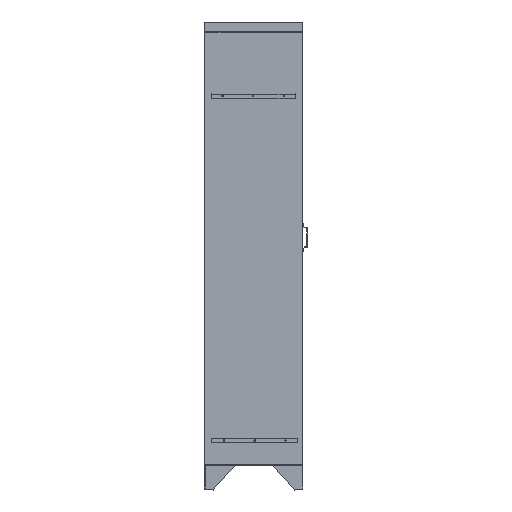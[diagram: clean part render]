
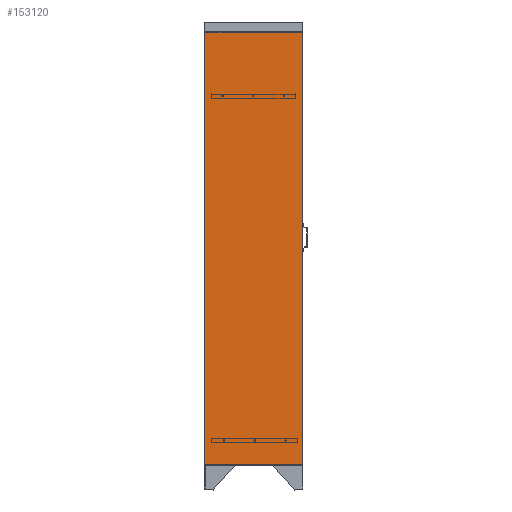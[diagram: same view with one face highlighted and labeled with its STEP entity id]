
A CAD part, top view. The second image highlights one B-rep face of the part: STEP entity #153120.
In plain terms, the highlighted free-form (B-spline) face has degree [1, 1] with [2, 2] control points.
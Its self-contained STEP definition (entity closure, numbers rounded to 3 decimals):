
#29099 = CARTESIAN_POINT ( 'NONE',  ( 0.6, 1758.4, 1.6 ) ) ;
#33214 = B_SPLINE_CURVE_WITH_KNOTS ( 'NONE', 1,
 ( #108164, #194716 ),
 .UNSPECIFIED., .F., .F.,
 ( 2, 2 ),
 ( -1., 0. ),
 .UNSPECIFIED. ) ;
#35457 = CARTESIAN_POINT ( 'NONE',  ( 0.6, 1.6, 1.6 ) ) ;
#60406 = EDGE_CURVE ( 'NONE', #68318, #317477, #219413, .T. ) ;
#68318 = VERTEX_POINT ( 'NONE', #88678 ) ;
#83729 = CARTESIAN_POINT ( 'NONE',  ( 0.6, 1.6, 398.4 ) ) ;
#88678 = CARTESIAN_POINT ( 'NONE',  ( 0.6, 1.6, 1.6 ) ) ;
#105140 = ORIENTED_EDGE ( 'NONE', *, *, #60406, .F. ) ;
#108164 = CARTESIAN_POINT ( 'NONE',  ( 0.6, 1758.4, 398.4 ) ) ;
#128829 = CARTESIAN_POINT ( 'NONE',  ( 0.6, 1758.4, 398.4 ) ) ;
#131654 = B_SPLINE_CURVE_WITH_KNOTS ( 'NONE', 1,
 ( #188774, #356133 ),
 .UNSPECIFIED., .F., .F.,
 ( 2, 2 ),
 ( -1., 0. ),
 .UNSPECIFIED. ) ;
#153120 = ADVANCED_FACE ( 'NONE', ( #166586 ), #371189, .F. ) ;
#166586 = FACE_OUTER_BOUND ( 'NONE', #281965, .T. ) ;
#188774 = CARTESIAN_POINT ( 'NONE',  ( 0.6, 1.6, 398.4 ) ) ;
#193386 = ORIENTED_EDGE ( 'NONE', *, *, #368657, .F. ) ;
#194716 = CARTESIAN_POINT ( 'NONE',  ( 0.6, 1758.4, 1.6 ) ) ;
#202840 = CARTESIAN_POINT ( 'NONE',  ( 0.6, 1.6, 398.4 ) ) ;
#219258 = B_SPLINE_CURVE_WITH_KNOTS ( 'NONE', 1,
 ( #35457, #319516 ),
 .UNSPECIFIED., .F., .F.,
 ( 2, 2 ),
 ( 0., 1. ),
 .UNSPECIFIED. ) ;
#219413 = B_SPLINE_CURVE_WITH_KNOTS ( 'NONE', 1,
 ( #231039, #202840 ),
 .UNSPECIFIED., .F., .F.,
 ( 2, 2 ),
 ( -1., 0. ),
 .UNSPECIFIED. ) ;
#223024 = CARTESIAN_POINT ( 'NONE',  ( 0.6, 1.6, 398.4 ) ) ;
#231039 = CARTESIAN_POINT ( 'NONE',  ( 0.6, 1.6, 1.6 ) ) ;
#267613 = VERTEX_POINT ( 'NONE', #276882 ) ;
#276882 = CARTESIAN_POINT ( 'NONE',  ( 0.6, 1758.4, 1.6 ) ) ;
#281272 = CARTESIAN_POINT ( 'NONE',  ( 0.6, 1.6, 1.6 ) ) ;
#281965 = EDGE_LOOP ( 'NONE', ( #331365, #318000, #193386, #105140 ) ) ;
#286772 = CARTESIAN_POINT ( 'NONE',  ( 0.6, 1758.4, 398.4 ) ) ;
#317477 = VERTEX_POINT ( 'NONE', #223024 ) ;
#318000 = ORIENTED_EDGE ( 'NONE', *, *, #352350, .F. ) ;
#319516 = CARTESIAN_POINT ( 'NONE',  ( 0.6, 1758.4, 1.6 ) ) ;
#325686 = VERTEX_POINT ( 'NONE', #128829 ) ;
#331365 = ORIENTED_EDGE ( 'NONE', *, *, #345156, .T. ) ;
#345156 = EDGE_CURVE ( 'NONE', #68318, #267613, #219258, .T. ) ;
#352350 = EDGE_CURVE ( 'NONE', #325686, #267613, #33214, .T. ) ;
#356133 = CARTESIAN_POINT ( 'NONE',  ( 0.6, 1758.4, 398.4 ) ) ;
#368657 = EDGE_CURVE ( 'NONE', #317477, #325686, #131654, .T. ) ;
#371189 = B_SPLINE_SURFACE_WITH_KNOTS ( 'NONE', 1, 1, ( 
 ( #286772, #83729 ),
 ( #29099, #281272 ) ),
 .UNSPECIFIED., .F., .F., .F.,
 ( 2, 2 ),
 ( 2, 2 ),
 ( 0., 1. ),
 ( 0., 1. ),
 .UNSPECIFIED. ) ;
